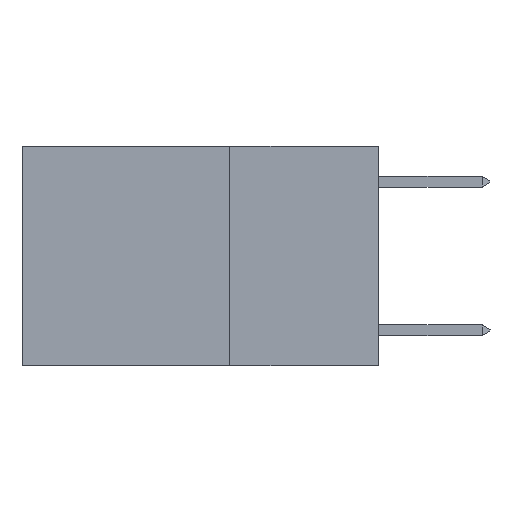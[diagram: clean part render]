
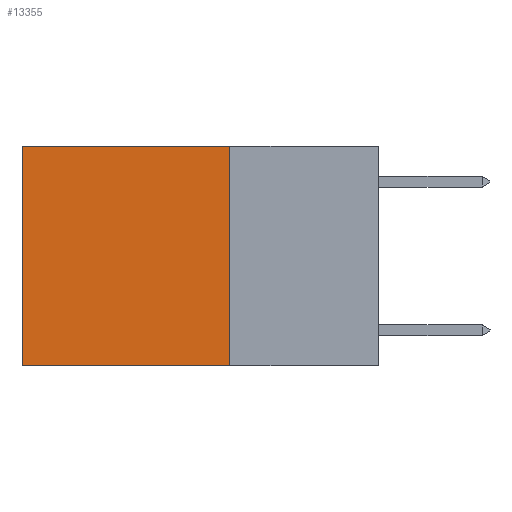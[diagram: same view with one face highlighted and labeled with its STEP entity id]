
A CAD part, left-side view. The second image highlights one B-rep face of the part: STEP entity #13355.
In plain terms, the highlighted planar face has unit normal (-1, 0, 0).
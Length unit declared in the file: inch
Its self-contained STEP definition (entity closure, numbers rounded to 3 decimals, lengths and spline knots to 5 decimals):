
#399 = EDGE_CURVE ( 'NONE', #10499, #16482, #8439, .T. ) ;
#812 = ORIENTED_EDGE ( 'NONE', *, *, #10825, .F. ) ;
#925 = CARTESIAN_POINT ( 'NONE',  ( 0.2625, 0.25, 0. ) ) ;
#1838 = DIRECTION ( 'NONE',  ( 0., 1., 0. ) ) ;
#3869 = PLANE ( 'NONE',  #16652 ) ;
#3993 = CARTESIAN_POINT ( 'NONE',  ( 0.2625, 0.6, -0.37 ) ) ;
#4618 = VECTOR ( 'NONE', #11570, 39.37008 ) ;
#5194 = VERTEX_POINT ( 'NONE', #10225 ) ;
#6376 = EDGE_CURVE ( 'NONE', #5194, #10499, #11466, .T. ) ;
#6815 = ORIENTED_EDGE ( 'NONE', *, *, #399, .T. ) ;
#7339 = CARTESIAN_POINT ( 'NONE',  ( 0.2625, 0.25, -0.37 ) ) ;
#7563 = ORIENTED_EDGE ( 'NONE', *, *, #6376, .T. ) ;
#7614 = VECTOR ( 'NONE', #11516, 39.37008 ) ;
#7987 = VECTOR ( 'NONE', #1838, 39.37008 ) ;
#8181 = DIRECTION ( 'NONE',  ( 1., 0., 0. ) ) ;
#8439 = LINE ( 'NONE', #17435, #4618 ) ;
#8442 = VERTEX_POINT ( 'NONE', #16646 ) ;
#8819 = DIRECTION ( 'NONE',  ( 0., 1., 0. ) ) ;
#10210 = EDGE_LOOP ( 'NONE', ( #6815, #812, #11339, #7563 ) ) ;
#10225 = CARTESIAN_POINT ( 'NONE',  ( 0.2625, 0.25, 0. ) ) ;
#10499 = VERTEX_POINT ( 'NONE', #12569 ) ;
#10825 = EDGE_CURVE ( 'NONE', #8442, #16482, #18064, .T. ) ;
#11339 = ORIENTED_EDGE ( 'NONE', *, *, #11363, .F. ) ;
#11363 = EDGE_CURVE ( 'NONE', #5194, #8442, #15367, .T. ) ;
#11466 = LINE ( 'NONE', #13494, #7987 ) ;
#11516 = DIRECTION ( 'NONE',  ( 0., 0., -1. ) ) ;
#11570 = DIRECTION ( 'NONE',  ( 0., 0., -1. ) ) ;
#12569 = CARTESIAN_POINT ( 'NONE',  ( 0.2625, 0.6, 0. ) ) ;
#13355 = ADVANCED_FACE ( 'NONE', ( #15746 ), #3869, .F. ) ;
#13494 = CARTESIAN_POINT ( 'NONE',  ( 0.2625, 0.25, 0. ) ) ;
#14353 = CARTESIAN_POINT ( 'NONE',  ( 0.2625, 0.25, 0. ) ) ;
#15367 = LINE ( 'NONE', #14353, #7614 ) ;
#15746 = FACE_OUTER_BOUND ( 'NONE', #10210, .T. ) ;
#16482 = VERTEX_POINT ( 'NONE', #3993 ) ;
#16646 = CARTESIAN_POINT ( 'NONE',  ( 0.2625, 0.25, -0.37 ) ) ;
#16652 = AXIS2_PLACEMENT_3D ( 'NONE', #925, #8181, #18314 ) ;
#17435 = CARTESIAN_POINT ( 'NONE',  ( 0.2625, 0.6, 0. ) ) ;
#18064 = LINE ( 'NONE', #7339, #18492 ) ;
#18314 = DIRECTION ( 'NONE',  ( 0., 0., -1. ) ) ;
#18492 = VECTOR ( 'NONE', #8819, 39.37008 ) ;
